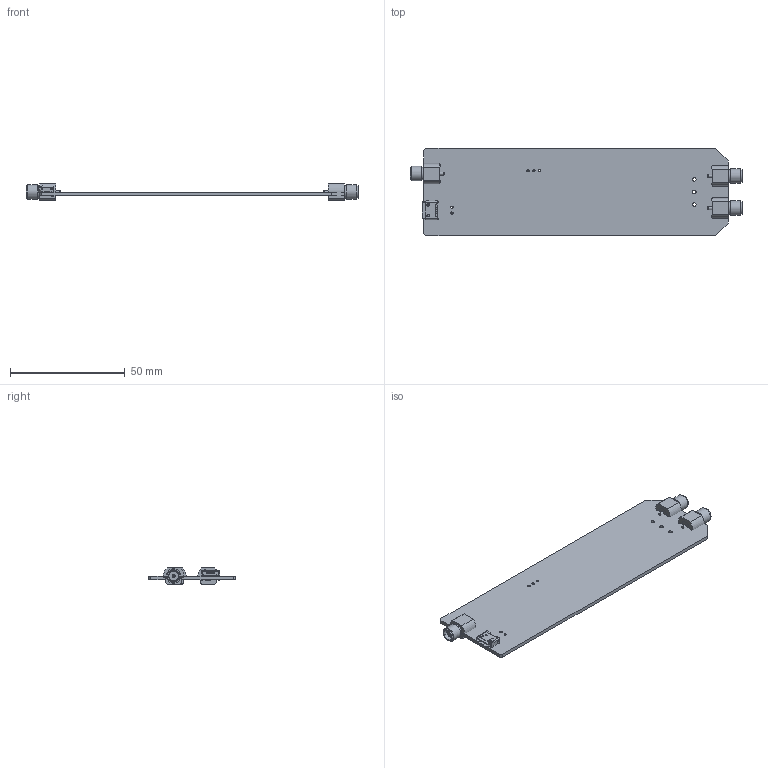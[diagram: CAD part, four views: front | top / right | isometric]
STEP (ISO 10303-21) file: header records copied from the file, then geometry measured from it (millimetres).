
FILE_DESCRIPTION(('KiCad electronic assembly'),'2;1');
FILE_NAME('emfi.step','2023-12-07T11:43:29',('Pcbnew'),('Kicad'), 'Open CASCADE STEP processor 7.6','KiCad to STEP converter','Unknown' );
FILE_SCHEMA(('AUTOMOTIVE_DESIGN { 1 0 10303 214 1 1 1 1 }'));
Length unit declared in the file: millimetre
Products named in the file (6): emfi 1; SMA-J-P-H-ST-EM3; SOLID; wurth-629105150521; COMPOUND; emfi PCB
Assembly tree (7 placements, depth 3):
  emfi 1
    SMA-J-P-H-ST-EM3  x3
      SOLID
    wurth-629105150521
      COMPOUND
    emfi PCB
Bounding box: 144.45 x 38 x 7 mm (x, y, z)
Volume: 9344 mm3; surface area: 12403 mm2
Topology: 12 solids, 12 shells, 822 faces, 2295 edges, 1505 vertices
Faces by surface type: plane 535, cylinder 252, bspline 14, revolution 8, torus 8, cone 5
Full cylindrical faces by diameter (mm): 0.6 x2, 0.8 x2, 1 x5, 1.27 x6, 1.5 x3, 4.1 x3, 4.25 x3, 4.63 x3, 5.35 x6, 6.33 x3
Entity records: 55467 total; most frequent: CARTESIAN_POINT 12105, DIRECTION 7949, LINE 5294, VECTOR 5294, ORIENTED_EDGE 4314, PCURVE 4314, DEFINITIONAL_REPRESENTATION 4314, EDGE_CURVE 2157
